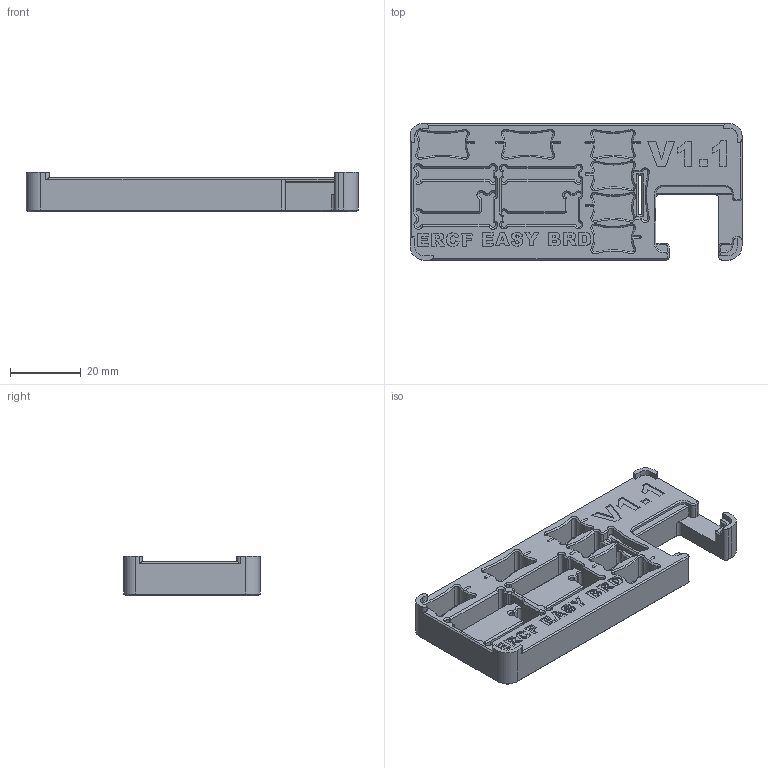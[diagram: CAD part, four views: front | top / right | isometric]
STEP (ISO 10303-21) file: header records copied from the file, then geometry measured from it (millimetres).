
FILE_DESCRIPTION(/* description */ (''),/* implementation_level */ '2;1');
FILE_NAME(/* name */ 'ercf-easy-brd jig v31.step',/* time_stamp */ '2021-09-26T22:56:01+02:00',/* author */ (''),/* organization */ (''),/* preprocessor_version */ 'ST-DEVELOPER v18.1',/* originating_system */ 'Autodesk Translation Framework v10.10.0.1391',/* authorisation */ '');
FILE_SCHEMA (('AUTOMOTIVE_DESIGN { 1 0 10303 214 3 1 1 }'));
Length unit declared in the file: millimetre
Products named in the file (2): ercf-easy-brd jig; Jig
Assembly tree (1 placements, depth 2):
  ercf-easy-brd jig
    Jig
Bounding box: 93.81 x 38.56 x 11.19 mm (x, y, z)
Volume: 23449.3 mm3; surface area: 13206.1 mm2
Topology: 1 solids, 1 shells, 883 faces, 2334 edges, 1459 vertices
Faces by surface type: plane 308, bspline 271, cone 162, cylinder 142
Entity records: 28350 total; most frequent: CARTESIAN_POINT 8726, ORIENTED_EDGE 4612, DIRECTION 3420, EDGE_CURVE 2306, VERTEX_POINT 1459, LINE 1278, VECTOR 1278, AXIS2_PLACEMENT_3D 1071
